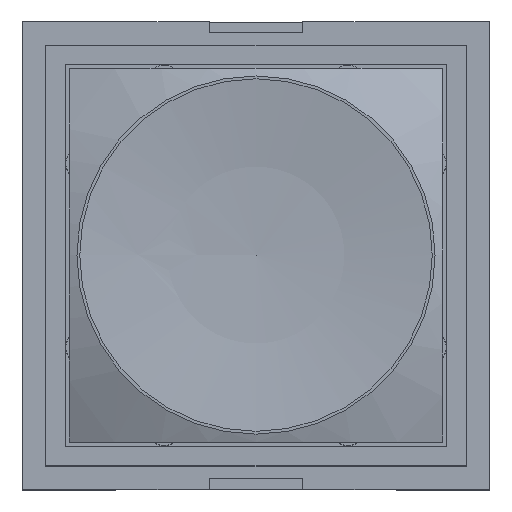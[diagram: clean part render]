
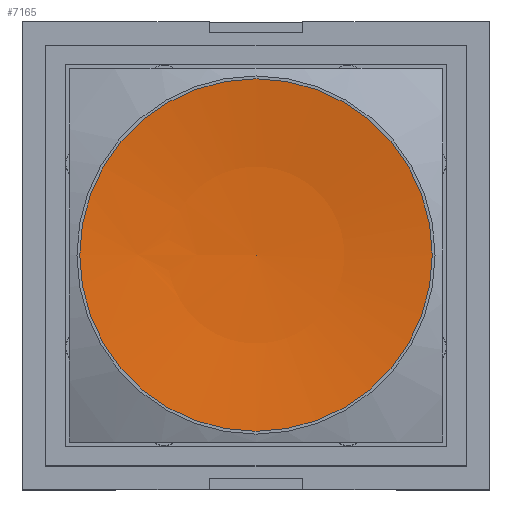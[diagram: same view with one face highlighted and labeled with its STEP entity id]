
A CAD part, top view. The second image highlights one B-rep face of the part: STEP entity #7165.
In plain terms, the highlighted spherical face has radius 40.2 mm.
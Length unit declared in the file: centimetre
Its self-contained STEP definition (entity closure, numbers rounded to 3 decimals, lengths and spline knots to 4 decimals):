
#14=SPHERICAL_SURFACE('',#7594,4.02);
#34=CIRCLE('',#7595,4.02);
#35=CIRCLE('',#7596,0.5657);
#289=FACE_OUTER_BOUND('',#694,.T.);
#694=EDGE_LOOP('',(#5064,#5065,#5066));
#3059=VERTEX_POINT('',#10505);
#3060=VERTEX_POINT('',#10506);
#3811=EDGE_CURVE('',#3059,#3060,#34,.T.);
#3812=EDGE_CURVE('',#3060,#3060,#35,.T.);
#5064=ORIENTED_EDGE('',*,*,#3811,.T.);
#5065=ORIENTED_EDGE('',*,*,#3812,.F.);
#5066=ORIENTED_EDGE('',*,*,#3811,.F.);
#7165=ADVANCED_FACE('',(#289),#14,.F.);
#7594=AXIS2_PLACEMENT_3D('',#10504,#8440,#8441);
#7595=AXIS2_PLACEMENT_3D('',#10507,#8442,#8443);
#7596=AXIS2_PLACEMENT_3D('',#10508,#8444,#8445);
#8440=DIRECTION('center_axis',(0.,0.,
1.));
#8441=DIRECTION('ref_axis',(1.,0.,0.));
#8442=DIRECTION('center_axis',(0.,1.,0.));
#8443=DIRECTION('ref_axis',(-1.,0.,0.));
#8444=DIRECTION('center_axis',(0.,0.,
-1.));
#8445=DIRECTION('ref_axis',(0.,1.,0.));
#10504=CARTESIAN_POINT('Origin',(0.,0.,
6.23));
#10505=CARTESIAN_POINT('',(0.,0.,2.21));
#10506=CARTESIAN_POINT('',(-0.5657,0.,2.25));
#10507=CARTESIAN_POINT('Origin',(0.,0.,
6.23));
#10508=CARTESIAN_POINT('Origin',(0.,0.,
2.25));
